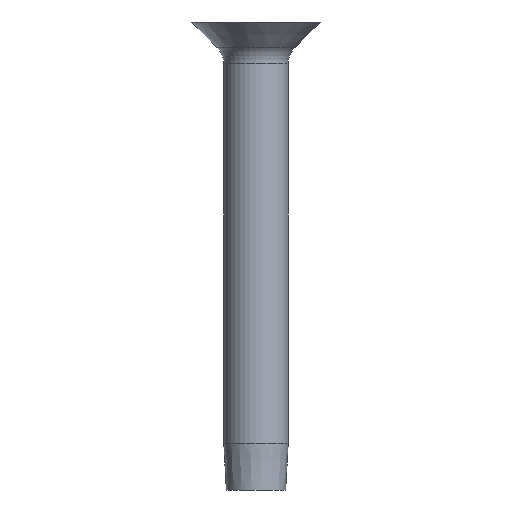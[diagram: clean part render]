
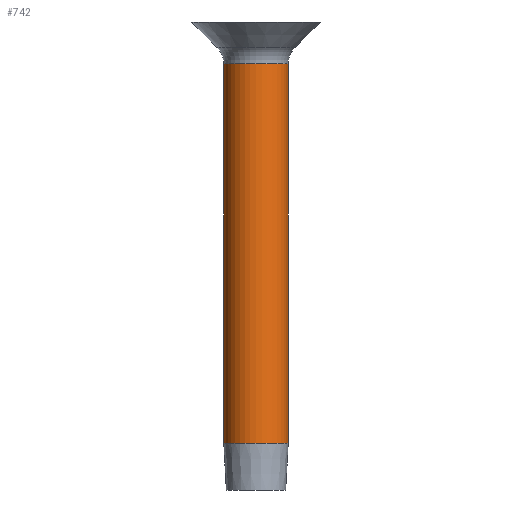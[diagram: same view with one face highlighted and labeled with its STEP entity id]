
A CAD part, front view. The second image highlights one B-rep face of the part: STEP entity #742.
In plain terms, the highlighted cylindrical face has radius 1.1 mm (diameter 2.2 mm), a full revolution.
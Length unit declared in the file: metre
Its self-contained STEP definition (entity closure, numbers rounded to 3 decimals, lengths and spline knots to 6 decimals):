
#30=CYLINDRICAL_SURFACE('',#816,0.0011);
#248=ORIENTED_EDGE('',*,*,#468,.F.);
#249=ORIENTED_EDGE('',*,*,#469,.T.);
#468=EDGE_CURVE('',#575,#575,#607,.T.);
#469=EDGE_CURVE('',#576,#576,#608,.T.);
#575=VERTEX_POINT('',#1200);
#576=VERTEX_POINT('',#1202);
#607=CIRCLE('',#817,0.0011);
#608=CIRCLE('',#818,0.0011);
#620=EDGE_LOOP('',(#248));
#621=EDGE_LOOP('',(#249));
#668=FACE_BOUND('',#620,.T.);
#669=FACE_BOUND('',#621,.T.);
#742=ADVANCED_FACE('',(#668,#669),#30,.T.);
#816=AXIS2_PLACEMENT_3D('',#1198,#932,#933);
#817=AXIS2_PLACEMENT_3D('',#1199,#934,#935);
#818=AXIS2_PLACEMENT_3D('',#1201,#936,#937);
#932=DIRECTION('',(0.,0.,-1.));
#933=DIRECTION('',(-1.,0.,0.));
#934=DIRECTION('',(0.,0.,-1.));
#935=DIRECTION('',(-1.,0.,0.));
#936=DIRECTION('',(0.,0.,-1.));
#937=DIRECTION('',(-1.,0.,0.));
#1198=CARTESIAN_POINT('',(0.,0.,0.001196));
#1199=CARTESIAN_POINT('',(0.,0.,-0.0144));
#1200=CARTESIAN_POINT('',(-0.0011,0.,-0.0144));
#1201=CARTESIAN_POINT('',(0.,0.,-0.001431));
#1202=CARTESIAN_POINT('',(-0.0011,0.,-0.001431));
